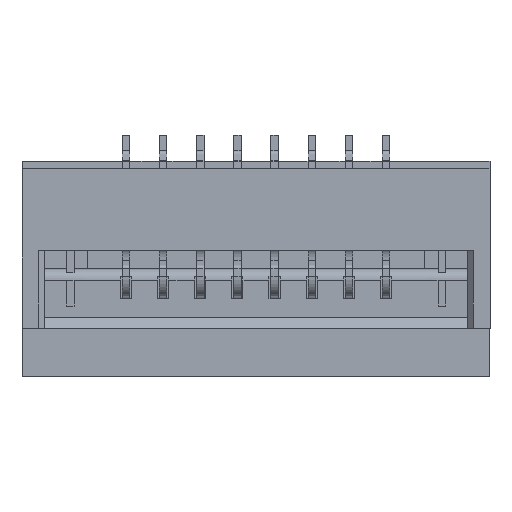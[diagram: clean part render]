
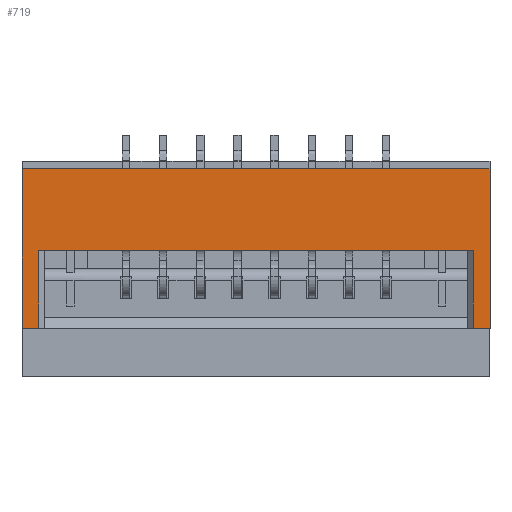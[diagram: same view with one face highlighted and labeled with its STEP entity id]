
A CAD part, top view. The second image highlights one B-rep face of the part: STEP entity #719.
In plain terms, the highlighted planar face has unit normal (0, 0, 1).
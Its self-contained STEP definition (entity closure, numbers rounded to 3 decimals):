
#719 = ADVANCED_FACE( '', ( #1452 ), #1453, .T. );
#1452 = FACE_OUTER_BOUND( '', #2255, .T. );
#1453 = PLANE( '', #2256 );
#2255 = EDGE_LOOP( '', ( #4046, #4047, #4048, #4049, #4050, #4051, #4052, #4053 ) );
#2256 = AXIS2_PLACEMENT_3D( '', #4054, #4055, #4056 );
#4046 = ORIENTED_EDGE( '', *, *, #6169, .F. );
#4047 = ORIENTED_EDGE( '', *, *, #5960, .F. );
#4048 = ORIENTED_EDGE( '', *, *, #5652, .F. );
#4049 = ORIENTED_EDGE( '', *, *, #5777, .T. );
#4050 = ORIENTED_EDGE( '', *, *, #6170, .T. );
#4051 = ORIENTED_EDGE( '', *, *, #6061, .T. );
#4052 = ORIENTED_EDGE( '', *, *, #6171, .F. );
#4053 = ORIENTED_EDGE( '', *, *, #5869, .T. );
#4054 = CARTESIAN_POINT( '', ( 6.3, -2.25, 1.1 ) );
#4055 = DIRECTION( '', ( 0., 0., 1. ) );
#4056 = DIRECTION( '', ( 1., 0., 0. ) );
#5652 = EDGE_CURVE( '', #6974, #6968, #6976, .T. );
#5777 = EDGE_CURVE( '', #6974, #7186, #7189, .T. );
#5869 = EDGE_CURVE( '', #7336, #7334, #7337, .T. );
#5960 = EDGE_CURVE( '', #6968, #7467, #7473, .T. );
#6061 = EDGE_CURVE( '', #7621, #7623, #7625, .T. );
#6169 = EDGE_CURVE( '', #7467, #7334, #7774, .T. );
#6170 = EDGE_CURVE( '', #7186, #7621, #7775, .T. );
#6171 = EDGE_CURVE( '', #7336, #7623, #7776, .T. );
#6968 = VERTEX_POINT( '', #8845 );
#6974 = VERTEX_POINT( '', #8854 );
#6976 = LINE( '', #8857, #8858 );
#7186 = VERTEX_POINT( '', #9146 );
#7189 = LINE( '', #9150, #9151 );
#7334 = VERTEX_POINT( '', #9351 );
#7336 = VERTEX_POINT( '', #9354 );
#7337 = LINE( '', #9355, #9356 );
#7467 = VERTEX_POINT( '', #9547 );
#7473 = LINE( '', #9557, #9558 );
#7621 = VERTEX_POINT( '', #9785 );
#7623 = VERTEX_POINT( '', #9788 );
#7625 = LINE( '', #9791, #9792 );
#7774 = LINE( '', #10018, #10019 );
#7775 = LINE( '', #10020, #10021 );
#7776 = LINE( '', #10022, #10023 );
#8845 = CARTESIAN_POINT( '', ( -6.3, -2.25, 1.1 ) );
#8854 = CARTESIAN_POINT( '', ( -5.85, -2.25, 1.1 ) );
#8857 = CARTESIAN_POINT( '', ( 6.3, -2.25, 1.1 ) );
#8858 = VECTOR( '', #10816, 1000. );
#9146 = CARTESIAN_POINT( '', ( -5.85, -0.15, 1.1 ) );
#9150 = CARTESIAN_POINT( '', ( -5.85, -2.25, 1.1 ) );
#9151 = VECTOR( '', #10983, 1000. );
#9351 = CARTESIAN_POINT( '', ( 6.3, 2.05, 1.1 ) );
#9354 = CARTESIAN_POINT( '', ( 6.3, -2.25, 1.1 ) );
#9355 = CARTESIAN_POINT( '', ( 6.3, -2.25, 1.1 ) );
#9356 = VECTOR( '', #11103, 1000. );
#9547 = CARTESIAN_POINT( '', ( -6.3, 2.05, 1.1 ) );
#9557 = CARTESIAN_POINT( '', ( -6.3, -2.25, 1.1 ) );
#9558 = VECTOR( '', #11181, 1000. );
#9785 = CARTESIAN_POINT( '', ( 5.85, -0.15, 1.1 ) );
#9788 = CARTESIAN_POINT( '', ( 5.85, -2.25, 1.1 ) );
#9791 = CARTESIAN_POINT( '', ( 5.85, -2.25, 1.1 ) );
#9792 = VECTOR( '', #11266, 1000. );
#10018 = CARTESIAN_POINT( '', ( -7.259, 2.05, 1.1 ) );
#10019 = VECTOR( '', #11350, 1000. );
#10020 = CARTESIAN_POINT( '', ( 4.55, -0.15, 1.1 ) );
#10021 = VECTOR( '', #11351, 1000. );
#10022 = CARTESIAN_POINT( '', ( 6.3, -2.25, 1.1 ) );
#10023 = VECTOR( '', #11352, 1000. );
#10816 = DIRECTION( '', ( -1., 0., 0. ) );
#10983 = DIRECTION( '', ( 0., 1., 0. ) );
#11103 = DIRECTION( '', ( 0., 1., 0. ) );
#11181 = DIRECTION( '', ( 0., 1., 0. ) );
#11266 = DIRECTION( '', ( 0., -1., 0. ) );
#11350 = DIRECTION( '', ( 1., 0., 0. ) );
#11351 = DIRECTION( '', ( 1., 0., 0. ) );
#11352 = DIRECTION( '', ( -1., 0., 0. ) );
